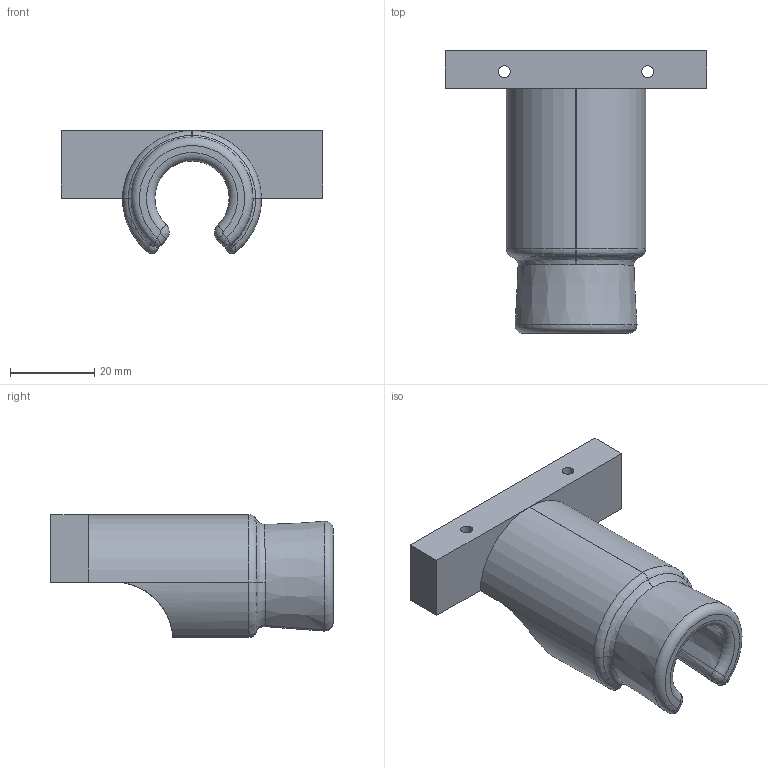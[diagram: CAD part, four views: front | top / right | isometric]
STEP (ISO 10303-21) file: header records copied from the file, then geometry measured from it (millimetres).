
FILE_DESCRIPTION(/* description */ (''),/* implementation_level */ '2;1');
FILE_NAME(/* name */ 'c8a4fd38-a7dc-4719-a309-d792f5b9d206.stp',/* time_stamp */ '2020-06-07T15:15:46+00:00',/* author */ (''),/* organization */ (''),/* preprocessor_version */ 'ST-DEVELOPER v18.1',/* originating_system */ 'Autodesk Translation Framework v9.3.0.1241',/* authorisation */ '');
FILE_SCHEMA (('AUTOMOTIVE_DESIGN { 1 0 10303 214 3 1 1 }'));
Length unit declared in the file: millimetre
Products named in the file (1): Cable Plate
Bounding box: 62 x 67 x 29.11 mm (x, y, z)
Volume: 21382.2 mm3; surface area: 10949.6 mm2
Topology: 1 solids, 1 shells, 87 faces, 219 edges, 128 vertices
Faces by surface type: bspline 26, cylinder 24, torus 18, plane 17, cone 2
Full cylindrical faces by diameter (mm): 2.8 x2
Entity records: 3803 total; most frequent: CARTESIAN_POINT 1903, ORIENTED_EDGE 426, DIRECTION 334, EDGE_CURVE 213, AXIS2_PLACEMENT_3D 141, VERTEX_POINT 128, EDGE_LOOP 91, FACE_OUTER_BOUND 87
